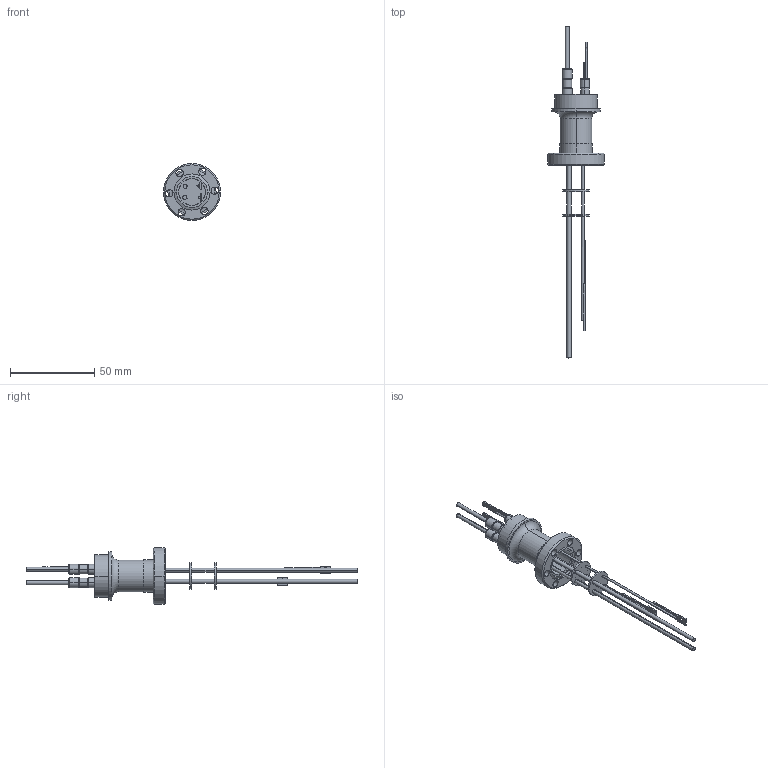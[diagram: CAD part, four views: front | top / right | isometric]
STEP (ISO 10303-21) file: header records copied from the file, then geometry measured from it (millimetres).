
FILE_DESCRIPTION (( 'STEP AP203' ), '1' );
FILE_NAME ('A0443-1-CF.STEP', '2013-04-09T16:44:29', ( '' ), ( '' ), 'SwSTEP 2.0', 'SolidWorks 2012', '' );
FILE_SCHEMA (( 'CONFIG_CONTROL_DESIGN' ));
Length unit declared in the file: inch
Products named in the file (1): A0443-1-CF
Bounding box: 33.78 x 196.97 x 33.78 mm (x, y, z)
Volume: 11418 mm3; surface area: 15427.9 mm2
Topology: 1 solids, 3 shells, 318 faces, 807 edges, 534 vertices
Faces by surface type: cylinder 172, plane 83, torus 32, cone 31
Entity records: 10675 total; most frequent: CARTESIAN_POINT 2391, DIRECTION 1895, ORIENTED_EDGE 1614, EDGE_CURVE 807, AXIS2_PLACEMENT_3D 797, VERTEX_POINT 534, CIRCLE 478, EDGE_LOOP 403
